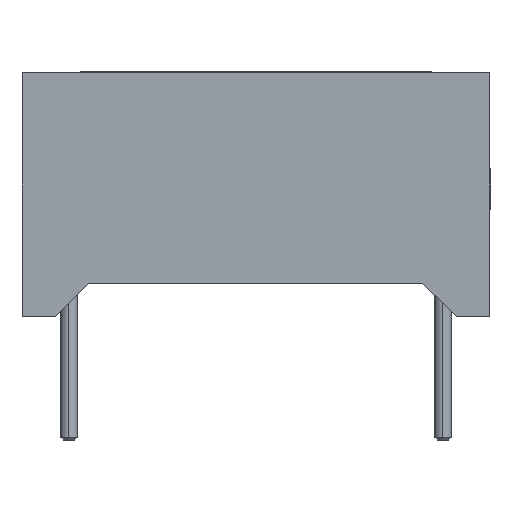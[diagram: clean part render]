
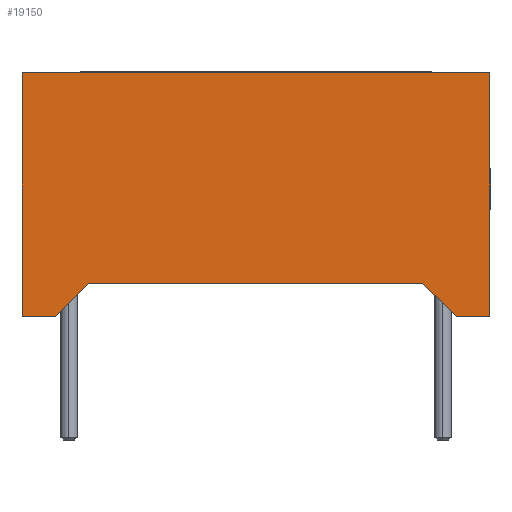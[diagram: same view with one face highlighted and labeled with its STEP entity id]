
A CAD part, left-side view. The second image highlights one B-rep face of the part: STEP entity #19150.
In plain terms, the highlighted planar face has unit normal (-1, 0, 0).
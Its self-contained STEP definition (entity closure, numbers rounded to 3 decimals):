
#1807 = DIRECTION ( 'NONE',  ( -1., 0., 0. ) ) ;
#1809 = AXIS2_PLACEMENT_3D ( 'NONE', #13483, #1807, #15477 ) ;
#1890 = EDGE_CURVE ( 'NONE', #5240, #8855, #14330, .T. ) ;
#2387 = ORIENTED_EDGE ( 'NONE', *, *, #4467, .T. ) ;
#3707 = CARTESIAN_POINT ( 'NONE',  ( -7.5, 7., -7.3 ) ) ;
#4467 = EDGE_CURVE ( 'NONE', #16086, #9026, #23761, .T. ) ;
#4514 = LINE ( 'NONE', #20561, #20159 ) ;
#4584 = VERTEX_POINT ( 'NONE', #22930 ) ;
#5240 = VERTEX_POINT ( 'NONE', #13830 ) ;
#5651 = PLANE ( 'NONE',  #1809 ) ;
#5982 = CARTESIAN_POINT ( 'NONE',  ( -7.5, 6., -7.3 ) ) ;
#6238 = VECTOR ( 'NONE', #25145, 1000. ) ;
#6937 = DIRECTION ( 'NONE',  ( 0., 0., 1. ) ) ;
#7084 = CARTESIAN_POINT ( 'NONE',  ( -7.5, 5., -6.3 ) ) ;
#7306 = CARTESIAN_POINT ( 'NONE',  ( -7.5, -6., -7.3 ) ) ;
#7398 = DIRECTION ( 'NONE',  ( 0., 0.707, 0.707 ) ) ;
#7826 = CARTESIAN_POINT ( 'NONE',  ( -7.5, -7., -7.3 ) ) ;
#7847 = VECTOR ( 'NONE', #19692, 1000. ) ;
#7863 = LINE ( 'NONE', #24826, #17659 ) ;
#8804 = VERTEX_POINT ( 'NONE', #11167 ) ;
#8807 = DIRECTION ( 'NONE',  ( 0., -1., 0. ) ) ;
#8855 = VERTEX_POINT ( 'NONE', #23087 ) ;
#9026 = VERTEX_POINT ( 'NONE', #7826 ) ;
#10004 = EDGE_CURVE ( 'NONE', #9026, #4584, #17324, .T. ) ;
#10540 = DIRECTION ( 'NONE',  ( 0., -1., 0. ) ) ;
#11167 = CARTESIAN_POINT ( 'NONE',  ( -7.5, -5., -6.3 ) ) ;
#11569 = FACE_OUTER_BOUND ( 'NONE', #14106, .T. ) ;
#12117 = VECTOR ( 'NONE', #6937, 1000. ) ;
#12285 = VECTOR ( 'NONE', #21010, 1000. ) ;
#12881 = LINE ( 'NONE', #19041, #12285 ) ;
#12890 = ORIENTED_EDGE ( 'NONE', *, *, #1890, .F. ) ;
#13114 = ORIENTED_EDGE ( 'NONE', *, *, #10004, .T. ) ;
#13198 = VERTEX_POINT ( 'NONE', #7084 ) ;
#13483 = CARTESIAN_POINT ( 'NONE',  ( -7.5, -7., -7.3 ) ) ;
#13830 = CARTESIAN_POINT ( 'NONE',  ( -7.5, 7., -7.3 ) ) ;
#14106 = EDGE_LOOP ( 'NONE', ( #20627, #2387, #13114, #23259, #12890, #14733, #18095, #14486 ) ) ;
#14330 = LINE ( 'NONE', #3707, #24152 ) ;
#14486 = ORIENTED_EDGE ( 'NONE', *, *, #16081, .F. ) ;
#14733 = ORIENTED_EDGE ( 'NONE', *, *, #15053, .T. ) ;
#15053 = EDGE_CURVE ( 'NONE', #5240, #21030, #4514, .T. ) ;
#15477 = DIRECTION ( 'NONE',  ( 0., 0., 1. ) ) ;
#16081 = EDGE_CURVE ( 'NONE', #8804, #13198, #12881, .T. ) ;
#16086 = VERTEX_POINT ( 'NONE', #7306 ) ;
#16626 = LINE ( 'NONE', #23195, #6238 ) ;
#17324 = LINE ( 'NONE', #22523, #12117 ) ;
#17410 = DIRECTION ( 'NONE',  ( 0., 0., 1. ) ) ;
#17659 = VECTOR ( 'NONE', #7398, 1000. ) ;
#17957 = VECTOR ( 'NONE', #10540, 1000. ) ;
#18095 = ORIENTED_EDGE ( 'NONE', *, *, #20196, .F. ) ;
#19041 = CARTESIAN_POINT ( 'NONE',  ( -7.5, 5., -6.3 ) ) ;
#19150 = ADVANCED_FACE ( 'NONE', ( #11569 ), #5651, .T. ) ;
#19589 = EDGE_CURVE ( 'NONE', #16086, #8804, #7863, .T. ) ;
#19692 = DIRECTION ( 'NONE',  ( 0., 0.707, -0.707 ) ) ;
#20159 = VECTOR ( 'NONE', #8807, 1000. ) ;
#20196 = EDGE_CURVE ( 'NONE', #13198, #21030, #22862, .T. ) ;
#20561 = CARTESIAN_POINT ( 'NONE',  ( -7.5, -7., -7.3 ) ) ;
#20627 = ORIENTED_EDGE ( 'NONE', *, *, #19589, .F. ) ;
#21010 = DIRECTION ( 'NONE',  ( 0., 1., 0. ) ) ;
#21030 = VERTEX_POINT ( 'NONE', #23295 ) ;
#22523 = CARTESIAN_POINT ( 'NONE',  ( -7.5, -7., -7.3 ) ) ;
#22862 = LINE ( 'NONE', #5982, #7847 ) ;
#22930 = CARTESIAN_POINT ( 'NONE',  ( -7.5, -7., 0. ) ) ;
#23087 = CARTESIAN_POINT ( 'NONE',  ( -7.5, 7., 0. ) ) ;
#23195 = CARTESIAN_POINT ( 'NONE',  ( -7.5, -7., 0. ) ) ;
#23259 = ORIENTED_EDGE ( 'NONE', *, *, #24176, .F. ) ;
#23295 = CARTESIAN_POINT ( 'NONE',  ( -7.5, 6., -7.3 ) ) ;
#23761 = LINE ( 'NONE', #24186, #17957 ) ;
#24152 = VECTOR ( 'NONE', #17410, 1000. ) ;
#24176 = EDGE_CURVE ( 'NONE', #8855, #4584, #16626, .T. ) ;
#24186 = CARTESIAN_POINT ( 'NONE',  ( -7.5, -7., -7.3 ) ) ;
#24826 = CARTESIAN_POINT ( 'NONE',  ( -7.5, -5., -6.3 ) ) ;
#25145 = DIRECTION ( 'NONE',  ( 0., -1., 0. ) ) ;
